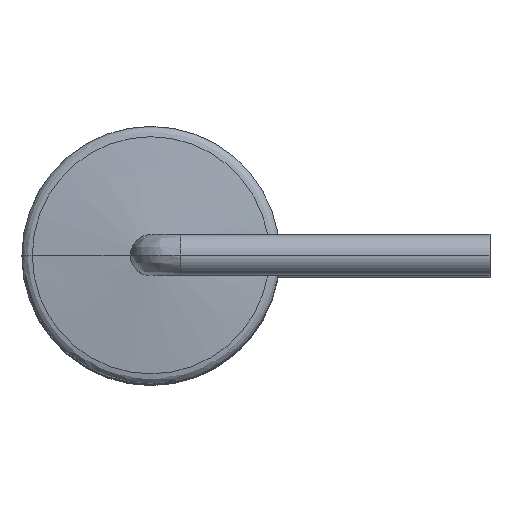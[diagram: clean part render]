
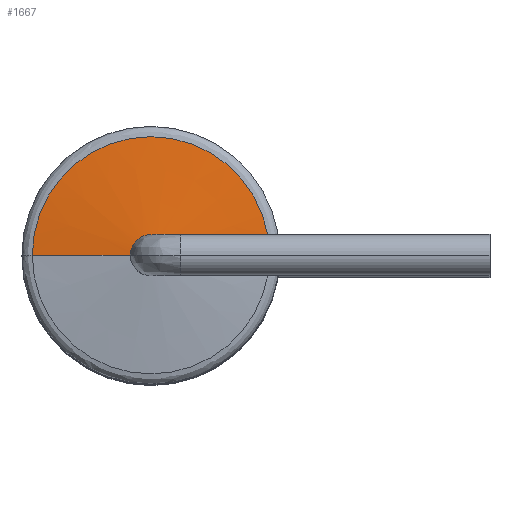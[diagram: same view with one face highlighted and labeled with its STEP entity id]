
A CAD part, top view. The second image highlights one B-rep face of the part: STEP entity #1667.
In plain terms, the highlighted conical face has half-angle 83.991 degrees and reference radius 2.3 mm.
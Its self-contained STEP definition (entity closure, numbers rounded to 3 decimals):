
#19 = ORIENTED_EDGE ( 'NONE', *, *, #2146, .T. ) ;
#118 = VERTEX_POINT ( 'NONE', #1713 ) ;
#135 = VECTOR ( 'NONE', #1295, 1000. ) ;
#320 = AXIS2_PLACEMENT_3D ( 'NONE', #845, #2263, #2063 ) ;
#351 = ORIENTED_EDGE ( 'NONE', *, *, #492, .F. ) ;
#425 = LINE ( 'NONE', #2374, #1954 ) ;
#480 = CARTESIAN_POINT ( 'NONE',  ( 0., 0., 7.75 ) ) ;
#486 = DIRECTION ( 'NONE',  ( -1., 0., 0. ) ) ;
#492 = EDGE_CURVE ( 'NONE', #118, #1424, #1344, .T. ) ;
#800 = CONICAL_SURFACE ( 'NONE', #1957, 2.3, 1.466 ) ;
#806 = CARTESIAN_POINT ( 'NONE',  ( -0.4, 0., 7.95 ) ) ;
#823 = CARTESIAN_POINT ( 'NONE',  ( 2.3, 0., 7.75 ) ) ;
#845 = CARTESIAN_POINT ( 'NONE',  ( 0., 0., 7.75 ) ) ;
#899 = CIRCLE ( 'NONE', #1498, 0.4 ) ;
#937 = CARTESIAN_POINT ( 'NONE',  ( 0., 0., 7.95 ) ) ;
#1119 = LINE ( 'NONE', #1499, #135 ) ;
#1137 = DIRECTION ( 'NONE',  ( -1., 0., 0. ) ) ;
#1150 = EDGE_CURVE ( 'NONE', #2050, #118, #425, .T. ) ;
#1295 = DIRECTION ( 'NONE',  ( 0.995, 0., -0.105 ) ) ;
#1311 = FACE_OUTER_BOUND ( 'NONE', #1961, .T. ) ;
#1344 = CIRCLE ( 'NONE', #320, 2.3 ) ;
#1399 = ORIENTED_EDGE ( 'NONE', *, *, #1150, .F. ) ;
#1424 = VERTEX_POINT ( 'NONE', #823 ) ;
#1498 = AXIS2_PLACEMENT_3D ( 'NONE', #937, #2352, #1137 ) ;
#1499 = CARTESIAN_POINT ( 'NONE',  ( 2.3, 0., 7.75 ) ) ;
#1667 = ADVANCED_FACE ( 'NONE', ( #1311 ), #800, .T. ) ;
#1685 = VERTEX_POINT ( 'NONE', #2107 ) ;
#1713 = CARTESIAN_POINT ( 'NONE',  ( -2.3, 0., 7.75 ) ) ;
#1954 = VECTOR ( 'NONE', #2570, 1000. ) ;
#1957 = AXIS2_PLACEMENT_3D ( 'NONE', #480, #2282, #486 ) ;
#1961 = EDGE_LOOP ( 'NONE', ( #19, #2312, #351, #1399 ) ) ;
#2050 = VERTEX_POINT ( 'NONE', #806 ) ;
#2063 = DIRECTION ( 'NONE',  ( 1., 0., 0. ) ) ;
#2107 = CARTESIAN_POINT ( 'NONE',  ( 0.4, 0., 7.95 ) ) ;
#2146 = EDGE_CURVE ( 'NONE', #2050, #1685, #899, .T. ) ;
#2263 = DIRECTION ( 'NONE',  ( 0., 0., -1. ) ) ;
#2282 = DIRECTION ( 'NONE',  ( 0., 0., -1. ) ) ;
#2312 = ORIENTED_EDGE ( 'NONE', *, *, #2553, .T. ) ;
#2352 = DIRECTION ( 'NONE',  ( 0., 0., -1. ) ) ;
#2374 = CARTESIAN_POINT ( 'NONE',  ( -2.3, 0., 7.75 ) ) ;
#2553 = EDGE_CURVE ( 'NONE', #1685, #1424, #1119, .T. ) ;
#2570 = DIRECTION ( 'NONE',  ( -0.995, 0., -0.105 ) ) ;
